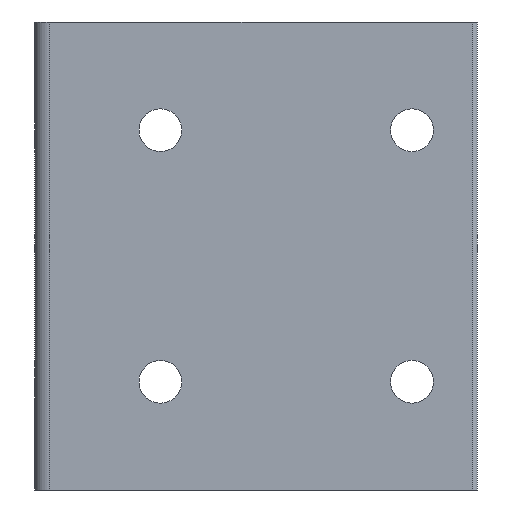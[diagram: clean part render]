
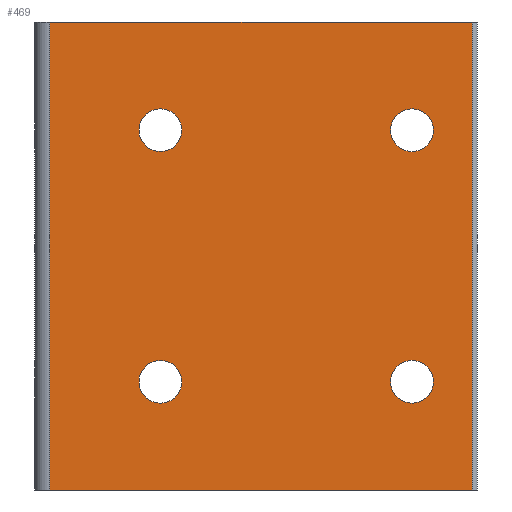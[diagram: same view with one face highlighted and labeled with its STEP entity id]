
A CAD part, front view. The second image highlights one B-rep face of the part: STEP entity #469.
In plain terms, the highlighted planar face has unit normal (0, -1, 0).
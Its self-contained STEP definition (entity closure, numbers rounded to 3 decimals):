
#202 = CARTESIAN_POINT ( 'NONE',  ( 3., 0., 46.5 ) ) ;
#203 = CARTESIAN_POINT ( 'NONE',  ( 75., 0., -25. ) ) ;
#204 = DIRECTION ( 'NONE',  ( 0., 1., 0. ) ) ;
#205 = DIRECTION ( 'NONE',  ( 0., 0., 1. ) ) ;
#206 = CARTESIAN_POINT ( 'NONE',  ( 87., 0., 46.5 ) ) ;
#207 = CARTESIAN_POINT ( 'NONE',  ( 25., 0., -25. ) ) ;
#208 = DIRECTION ( 'NONE',  ( 0., 1., 0. ) ) ;
#209 = DIRECTION ( 'NONE',  ( 0., 0., 1. ) ) ;
#211 = CARTESIAN_POINT ( 'NONE',  ( 25., 0., 25. ) ) ;
#212 = DIRECTION ( 'NONE',  ( 0., 1., 0. ) ) ;
#213 = DIRECTION ( 'NONE',  ( 0., 0., 1. ) ) ;
#214 = CARTESIAN_POINT ( 'NONE',  ( 75., 0., 25. ) ) ;
#215 = DIRECTION ( 'NONE',  ( 0., 1., 0. ) ) ;
#216 = DIRECTION ( 'NONE',  ( 0., 0., 1. ) ) ;
#217 = DIRECTION ( 'NONE',  ( 0., 0., -1. ) ) ;
#220 = DIRECTION ( 'NONE',  ( 0., 0., 1. ) ) ;
#221 = CARTESIAN_POINT ( 'NONE',  ( 87., 0., 46.5 ) ) ;
#469 = ADVANCED_FACE ( 'NONE', ( #1308, #1312, #1309, #1311, #1304 ), #1173, .F. ) ;
#491 = ORIENTED_EDGE ( 'NONE', *, *, #920, .T. ) ;
#494 = ORIENTED_EDGE ( 'NONE', *, *, #731, .T. ) ;
#497 = ORIENTED_EDGE ( 'NONE', *, *, #911, .T. ) ;
#498 = ORIENTED_EDGE ( 'NONE', *, *, #918, .T. ) ;
#499 = ORIENTED_EDGE ( 'NONE', *, *, #917, .T. ) ;
#501 = ORIENTED_EDGE ( 'NONE', *, *, #728, .F. ) ;
#502 = ORIENTED_EDGE ( 'NONE', *, *, #919, .T. ) ;
#503 = ORIENTED_EDGE ( 'NONE', *, *, #909, .T. ) ;
#525 = VERTEX_POINT ( 'NONE', #1188 ) ;
#532 = VERTEX_POINT ( 'NONE', #1191 ) ;
#539 = VERTEX_POINT ( 'NONE', #1200 ) ;
#728 = EDGE_CURVE ( 'NONE', #539, #1258, #1535, .T. ) ;
#731 = EDGE_CURVE ( 'NONE', #532, #525, #1552, .T. ) ;
#842 = AXIS2_PLACEMENT_3D ( 'NONE', #1174, #1170, #1176 ) ;
#901 = AXIS2_PLACEMENT_3D ( 'NONE', #203, #204, #205 ) ;
#903 = AXIS2_PLACEMENT_3D ( 'NONE', #207, #208, #209 ) ;
#905 = AXIS2_PLACEMENT_3D ( 'NONE', #211, #212, #213 ) ;
#906 = AXIS2_PLACEMENT_3D ( 'NONE', #214, #215, #216 ) ;
#909 = EDGE_CURVE ( 'NONE', #1019, #1019, #983, .T. ) ;
#911 = EDGE_CURVE ( 'NONE', #1020, #1020, #986, .T. ) ;
#917 = EDGE_CURVE ( 'NONE', #1021, #1021, #987, .T. ) ;
#918 = EDGE_CURVE ( 'NONE', #1022, #1022, #988, .T. ) ;
#919 = EDGE_CURVE ( 'NONE', #539, #532, #984, .T. ) ;
#920 = EDGE_CURVE ( 'NONE', #525, #1258, #985, .T. ) ;
#921 = EDGE_LOOP ( 'NONE', ( #501, #502, #494, #491 ) ) ;
#926 = EDGE_LOOP ( 'NONE', ( #497 ) ) ;
#927 = EDGE_LOOP ( 'NONE', ( #499 ) ) ;
#983 = CIRCLE ( 'NONE', #901, 4.25 ) ;
#984 = LINE ( 'NONE', #202, #990 ) ;
#985 = LINE ( 'NONE', #206, #989 ) ;
#986 = CIRCLE ( 'NONE', #903, 4.25 ) ;
#987 = CIRCLE ( 'NONE', #905, 4.25 ) ;
#988 = CIRCLE ( 'NONE', #906, 4.25 ) ;
#989 = VECTOR ( 'NONE', #220, 1000. ) ;
#990 = VECTOR ( 'NONE', #217, 1000. ) ;
#1019 = VERTEX_POINT ( 'NONE', #1605 ) ;
#1020 = VERTEX_POINT ( 'NONE', #1606 ) ;
#1021 = VERTEX_POINT ( 'NONE', #1607 ) ;
#1022 = VERTEX_POINT ( 'NONE', #1608 ) ;
#1170 = DIRECTION ( 'NONE',  ( 0., 1., 0. ) ) ;
#1173 = PLANE ( 'NONE',  #842 ) ;
#1174 = CARTESIAN_POINT ( 'NONE',  ( 0., 0., 46.5 ) ) ;
#1176 = DIRECTION ( 'NONE',  ( 0., 0., 1. ) ) ;
#1188 = CARTESIAN_POINT ( 'NONE',  ( 87., 0., -46.5 ) ) ;
#1191 = CARTESIAN_POINT ( 'NONE',  ( 3., 0., -46.5 ) ) ;
#1200 = CARTESIAN_POINT ( 'NONE',  ( 3., 0., 46.5 ) ) ;
#1239 = EDGE_LOOP ( 'NONE', ( #503 ) ) ;
#1242 = EDGE_LOOP ( 'NONE', ( #498 ) ) ;
#1258 = VERTEX_POINT ( 'NONE', #221 ) ;
#1304 = FACE_OUTER_BOUND ( 'NONE', #921, .T. ) ;
#1308 = FACE_BOUND ( 'NONE', #1239, .T. ) ;
#1309 = FACE_BOUND ( 'NONE', #1242, .T. ) ;
#1311 = FACE_BOUND ( 'NONE', #927, .T. ) ;
#1312 = FACE_BOUND ( 'NONE', #926, .T. ) ;
#1417 = CARTESIAN_POINT ( 'NONE',  ( 0., 0., 46.5 ) ) ;
#1421 = DIRECTION ( 'NONE',  ( 1., 0., 0. ) ) ;
#1422 = DIRECTION ( 'NONE',  ( 1., 0., 0. ) ) ;
#1427 = CARTESIAN_POINT ( 'NONE',  ( 0., 0., -46.5 ) ) ;
#1535 = LINE ( 'NONE', #1417, #1555 ) ;
#1552 = LINE ( 'NONE', #1427, #1559 ) ;
#1555 = VECTOR ( 'NONE', #1421, 1000. ) ;
#1559 = VECTOR ( 'NONE', #1422, 1000. ) ;
#1605 = CARTESIAN_POINT ( 'NONE',  ( 75., 0., -20.75 ) ) ;
#1606 = CARTESIAN_POINT ( 'NONE',  ( 25., 0., -20.75 ) ) ;
#1607 = CARTESIAN_POINT ( 'NONE',  ( 25., 0., 29.25 ) ) ;
#1608 = CARTESIAN_POINT ( 'NONE',  ( 75., 0., 29.25 ) ) ;
